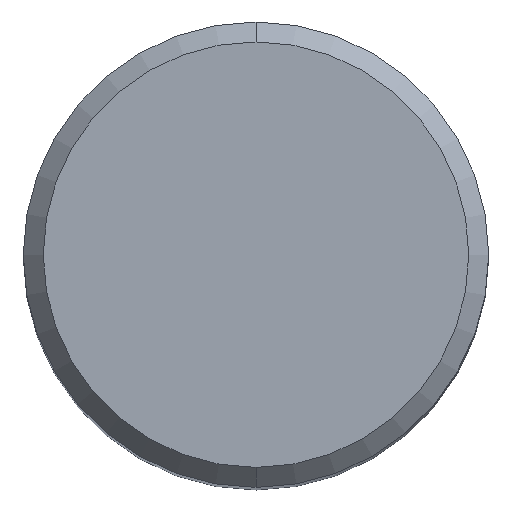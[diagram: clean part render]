
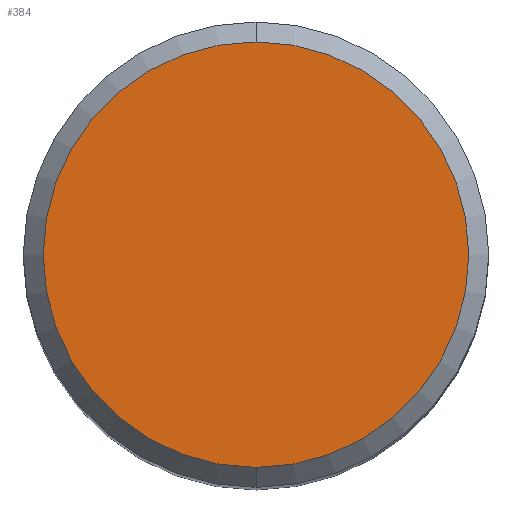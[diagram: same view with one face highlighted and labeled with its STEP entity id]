
A CAD part, top view. The second image highlights one B-rep face of the part: STEP entity #384.
In plain terms, the highlighted planar face has unit normal (0, 0, 1).
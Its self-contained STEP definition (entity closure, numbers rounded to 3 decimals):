
#182=VERTEX_POINT('',#483);
#212=EDGE_CURVE('',#316,#182,#516,.T.);
#314=EDGE_CURVE('',#182,#316,#626,.T.);
#316=VERTEX_POINT('',#628);
#384=ADVANCED_FACE('',(#703),#704,.T.);
#483=CARTESIAN_POINT('',(0.,-6.4,0.0));
#516=CIRCLE('',#887,6.4);
#626=CIRCLE('',#1070,6.4);
#628=CARTESIAN_POINT('',(0.0,6.4,0.0));
#703=FACE_OUTER_BOUND('',#1286,.T.);
#704=PLANE('',#1287);
#887=AXIS2_PLACEMENT_3D('',#1528,#1529,#1530);
#1070=AXIS2_PLACEMENT_3D('',#1624,#1625,#1626);
#1286=EDGE_LOOP('',(#1714,#1715));
#1287=AXIS2_PLACEMENT_3D('',#1716,#1717,#1718);
#1528=CARTESIAN_POINT('',(0.0,0.0,0.0));
#1529=DIRECTION('',(0.0,0.0,-1.0));
#1530=DIRECTION('',(0.0,1.0,0.0));
#1624=CARTESIAN_POINT('',(0.0,0.0,0.0));
#1625=DIRECTION('',(0.0,0.0,-1.0));
#1626=DIRECTION('',(0.0,1.0,0.0));
#1714=ORIENTED_EDGE('',*,*,#212,.F.);
#1715=ORIENTED_EDGE('',*,*,#314,.F.);
#1716=CARTESIAN_POINT('',(0.0,3.2,0.0));
#1717=DIRECTION('',(-0.0,0.0,1.0));
#1718=DIRECTION('',(0.0,-1.0,0.0));
